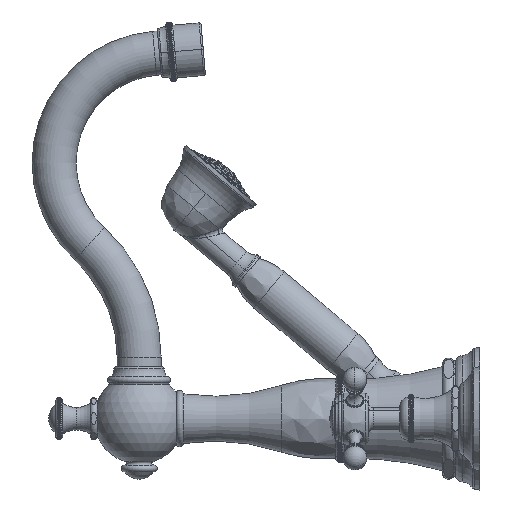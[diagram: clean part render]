
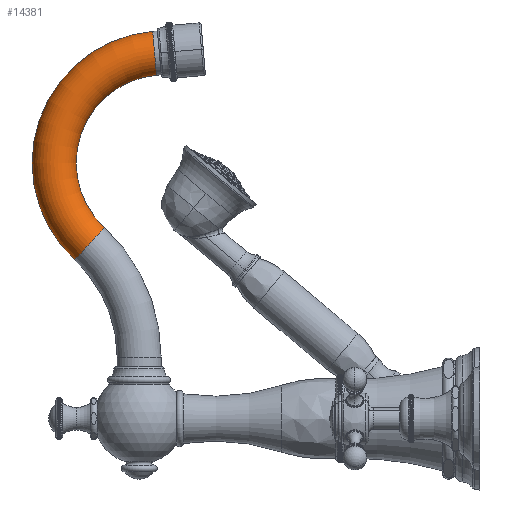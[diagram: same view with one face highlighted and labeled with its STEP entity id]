
A CAD part, left-side view. The second image highlights one B-rep face of the part: STEP entity #14381.
In plain terms, the highlighted toroidal (fillet/blend) face has major radius 63.5 mm and minor radius 12.7 mm.
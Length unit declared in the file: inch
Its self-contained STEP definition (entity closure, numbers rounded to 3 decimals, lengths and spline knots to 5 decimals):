
#2939=CARTESIAN_POINT('',(0.,8.86683,3.97264));
#2940=DIRECTION('',(0.,0.735,0.678));
#2941=DIRECTION('',(0.,0.678,-0.735));
#2942=AXIS2_PLACEMENT_3D('',#2939,#2940,#2941);
#2944=CARTESIAN_POINT('',(0.,7.171,5.80953));
#2945=DIRECTION('',(1.,0.,0.));
#2946=DIRECTION('',(0.,0.678,-0.735));
#2947=AXIS2_PLACEMENT_3D('',#2944,#2945,#2946);
#2954=CARTESIAN_POINT('',(0.,7.171,5.80953));
#2955=DIRECTION('',(1.,0.,0.));
#2956=DIRECTION('',(0.,0.678,-0.735));
#2957=AXIS2_PLACEMENT_3D('',#2954,#2955,#2956);
#6745=CARTESIAN_POINT('',(0.,7.38889,8.30001));
#6746=DIRECTION('',(0.,-0.996,0.087));
#6747=DIRECTION('',(0.,0.087,0.996));
#6748=AXIS2_PLACEMENT_3D('',#6745,#6746,#6747);
#13114=CARTESIAN_POINT('',(0.,9.206,3.60526));
#13115=CARTESIAN_POINT('',(0.,8.52767,4.34002));
#13116=VERTEX_POINT('',#13114);
#13117=VERTEX_POINT('',#13115);
#13118=CARTESIAN_POINT('',(0.,7.43247,8.79811));
#13119=CARTESIAN_POINT('',(0.,7.34531,7.80192));
#13120=VERTEX_POINT('',#13118);
#13121=VERTEX_POINT('',#13119);
#14367=CARTESIAN_POINT('',(0.,7.171,5.80953));
#14368=DIRECTION('',(1.,0.,0.));
#14369=DIRECTION('',(0.,-0.678,0.735));
#14370=AXIS2_PLACEMENT_3D('',#14367,#14368,#14369);
#14371=TOROIDAL_SURFACE('',#14370,2.5,0.5);
#14372=ORIENTED_EDGE('',*,*,#14361,.F.);
#14374=ORIENTED_EDGE('',*,*,#14373,.T.);
#14376=ORIENTED_EDGE('',*,*,#14375,.T.);
#14378=ORIENTED_EDGE('',*,*,#14377,.F.);
#14379=EDGE_LOOP('',(#14372,#14374,#14376,#14378));
#14380=FACE_OUTER_BOUND('',#14379,.F.);
#14381=ADVANCED_FACE('',(#14380),#14371,.T.);
#2943=CIRCLE('',#2942,0.5);
#2948=CIRCLE('',#2947,3.);
#2958=CIRCLE('',#2957,2.);
#6749=CIRCLE('',#6748,0.5);
#14361=EDGE_CURVE('',#13116,#13117,#2943,.T.);
#14373=EDGE_CURVE('',#13116,#13120,#2948,.T.);
#14375=EDGE_CURVE('',#13120,#13121,#6749,.T.);
#14377=EDGE_CURVE('',#13117,#13121,#2958,.T.);
